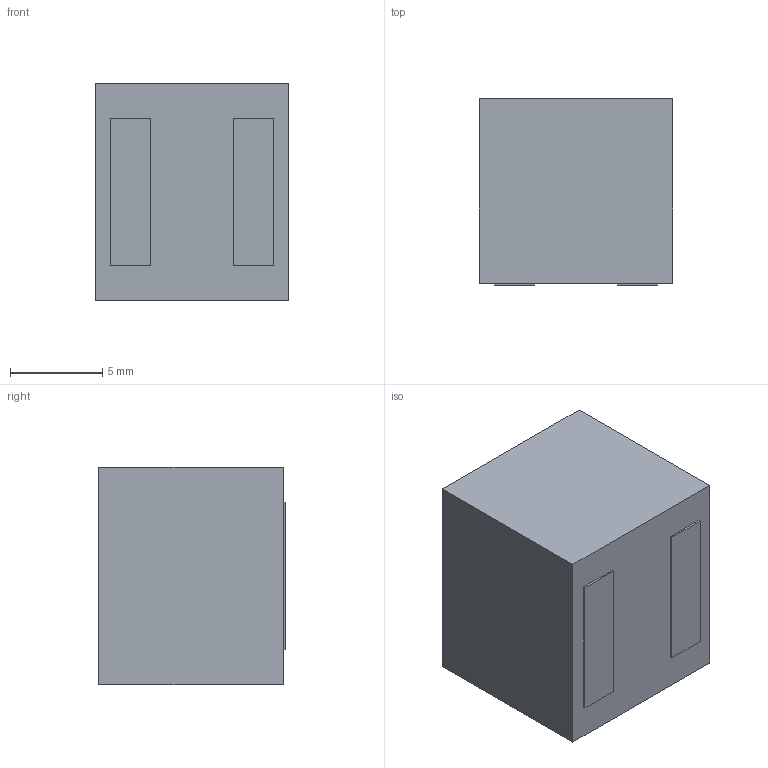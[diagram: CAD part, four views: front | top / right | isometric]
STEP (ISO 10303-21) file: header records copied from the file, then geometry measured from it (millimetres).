
FILE_DESCRIPTION (( 'STEP AP214' ), '1' );
FILE_NAME ('Coilcraft-XAL1010.STEP', '2016-08-03T18:00:29', ( 'Windows User' ), ( '' ), 'SwSTEP 2.0', 'SolidWorks 2016', '' );
FILE_SCHEMA (( 'AUTOMOTIVE_DESIGN' ));
Length unit declared in the file: millimetre
Products named in the file (1): Coilcraft-XAL1010
Bounding box: 10.5 x 10.13 x 11.8 mm (x, y, z)
Volume: 1246.2 mm3; surface area: 699.3 mm2
Topology: 1 solids, 1 shells, 60 faces, 145 edges, 94 vertices
Faces by surface type: plane 42, bspline 18
Entity records: 2419 total; most frequent: CARTESIAN_POINT 930, ORIENTED_EDGE 290, DIRECTION 195, EDGE_CURVE 145, LINE 109, VECTOR 109, VERTEX_POINT 94, EDGE_LOOP 67
